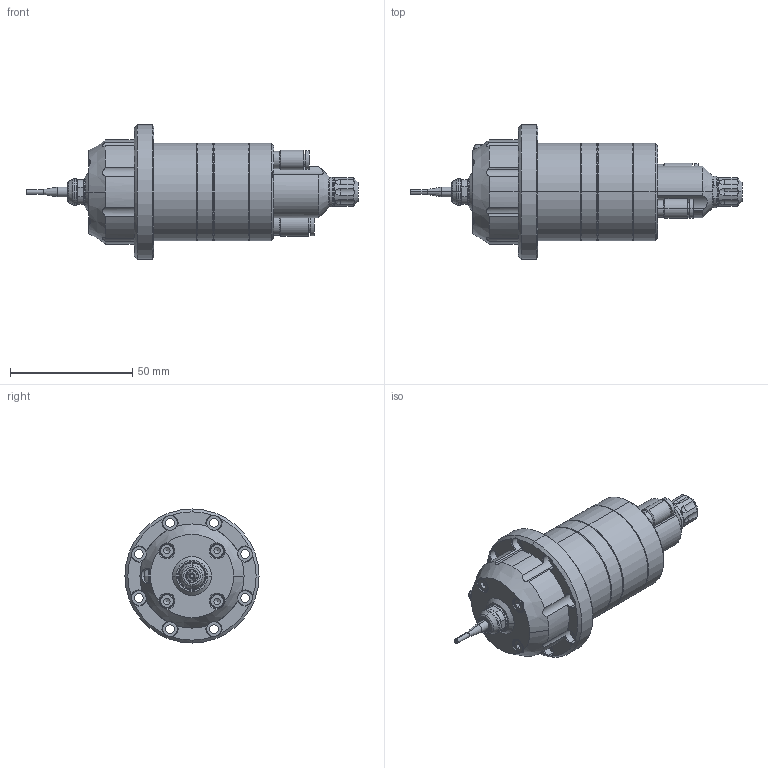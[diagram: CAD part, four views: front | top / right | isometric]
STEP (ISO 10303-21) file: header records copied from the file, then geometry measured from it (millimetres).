
FILE_DESCRIPTION (( 'STEP AP203' ), '1' );
FILE_NAME ('ABT-1600---(外観図).STEP', '2017-05-09T06:37:16', ( '' ), ( '' ), 'SwSTEP 2.0', 'SolidWorks 2013', '' );
FILE_SCHEMA (( 'CONFIG_CONTROL_DESIGN' ));
Length unit declared in the file: millimetre
Products named in the file (1): ABT-1600---(外観図)
Bounding box: 135.67 x 54.8 x 54.8 mm (x, y, z)
Volume: 94166.2 mm3; surface area: 52698.7 mm2
Topology: 21 solids, 21 shells, 1108 faces, 2675 edges, 1655 vertices
Faces by surface type: cylinder 409, cone 381, plane 292, bspline 26
Entity records: 35393 total; most frequent: CARTESIAN_POINT 8882, DIRECTION 5900, ORIENTED_EDGE 5310, EDGE_CURVE 2655, AXIS2_PLACEMENT_3D 2437, VERTEX_POINT 1655, CIRCLE 1354, EDGE_LOOP 1286
